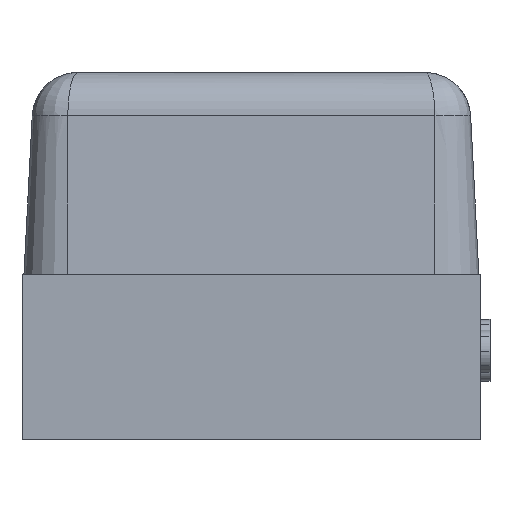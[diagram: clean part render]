
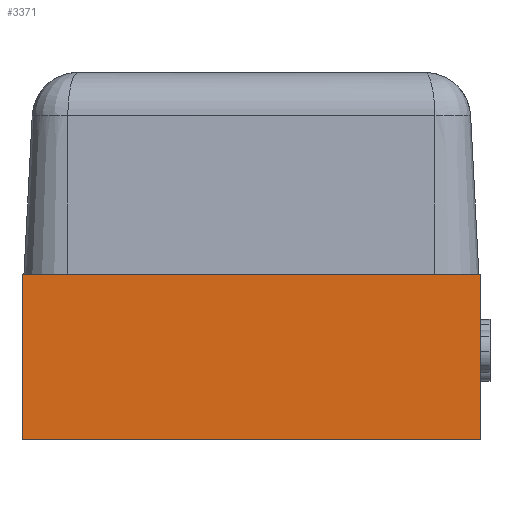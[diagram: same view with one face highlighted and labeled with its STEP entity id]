
A CAD part, left-side view. The second image highlights one B-rep face of the part: STEP entity #3371.
In plain terms, the highlighted planar face has unit normal (-1, 0, 0).
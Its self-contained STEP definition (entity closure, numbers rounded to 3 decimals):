
#230 = VECTOR ( 'NONE', #13772, 1000. ) ;
#464 = CARTESIAN_POINT ( 'NONE',  ( -0.5, 0.25, -0.04 ) ) ;
#489 = ORIENTED_EDGE ( 'NONE', *, *, #734, .F. ) ;
#588 = CARTESIAN_POINT ( 'NONE',  ( -0.5, 0.25, 0.14 ) ) ;
#734 = EDGE_CURVE ( 'NONE', #8630, #14958, #2231, .T. ) ;
#1335 = CARTESIAN_POINT ( 'NONE',  ( -0.5, 0.25, 0.14 ) ) ;
#1582 = CARTESIAN_POINT ( 'NONE',  ( -0.5, 0.25, -0.04 ) ) ;
#2231 = LINE ( 'NONE', #16013, #10294 ) ;
#3371 = ADVANCED_FACE ( 'NONE', ( #15954 ), #3586, .F. ) ;
#3395 = DIRECTION ( 'NONE',  ( 0., 0., 1. ) ) ;
#3500 = DIRECTION ( 'NONE',  ( 1., 0., 0. ) ) ;
#3527 = CARTESIAN_POINT ( 'NONE',  ( -0.5, -0.25, 0.14 ) ) ;
#3586 = PLANE ( 'NONE',  #12004 ) ;
#3630 = VECTOR ( 'NONE', #16472, 1000. ) ;
#4104 = VECTOR ( 'NONE', #4476, 1000. ) ;
#4394 = ORIENTED_EDGE ( 'NONE', *, *, #12423, .T. ) ;
#4446 = CARTESIAN_POINT ( 'NONE',  ( -0.5, -0.25, 0. ) ) ;
#4476 = DIRECTION ( 'NONE',  ( 0., -1., 0. ) ) ;
#4795 = VERTEX_POINT ( 'NONE', #12509 ) ;
#4863 = DIRECTION ( 'NONE',  ( 0., 0., -1. ) ) ;
#6615 = ORIENTED_EDGE ( 'NONE', *, *, #11322, .T. ) ;
#7165 = LINE ( 'NONE', #4446, #230 ) ;
#7172 = VERTEX_POINT ( 'NONE', #3527 ) ;
#7321 = EDGE_LOOP ( 'NONE', ( #4394, #10329, #489, #6615 ) ) ;
#8348 = EDGE_CURVE ( 'NONE', #14958, #7172, #17727, .T. ) ;
#8630 = VERTEX_POINT ( 'NONE', #1582 ) ;
#10294 = VECTOR ( 'NONE', #3395, 1000. ) ;
#10329 = ORIENTED_EDGE ( 'NONE', *, *, #8348, .F. ) ;
#11322 = EDGE_CURVE ( 'NONE', #8630, #4795, #12650, .T. ) ;
#12004 = AXIS2_PLACEMENT_3D ( 'NONE', #14437, #3500, #4863 ) ;
#12423 = EDGE_CURVE ( 'NONE', #4795, #7172, #7165, .T. ) ;
#12509 = CARTESIAN_POINT ( 'NONE',  ( -0.5, -0.25, -0.04 ) ) ;
#12650 = LINE ( 'NONE', #464, #4104 ) ;
#13772 = DIRECTION ( 'NONE',  ( 0., 0., 1. ) ) ;
#14437 = CARTESIAN_POINT ( 'NONE',  ( -0.5, 0.25, 0. ) ) ;
#14958 = VERTEX_POINT ( 'NONE', #588 ) ;
#15954 = FACE_OUTER_BOUND ( 'NONE', #7321, .T. ) ;
#16013 = CARTESIAN_POINT ( 'NONE',  ( -0.5, 0.25, 0. ) ) ;
#16472 = DIRECTION ( 'NONE',  ( 0., -1., 0. ) ) ;
#17727 = LINE ( 'NONE', #1335, #3630 ) ;
